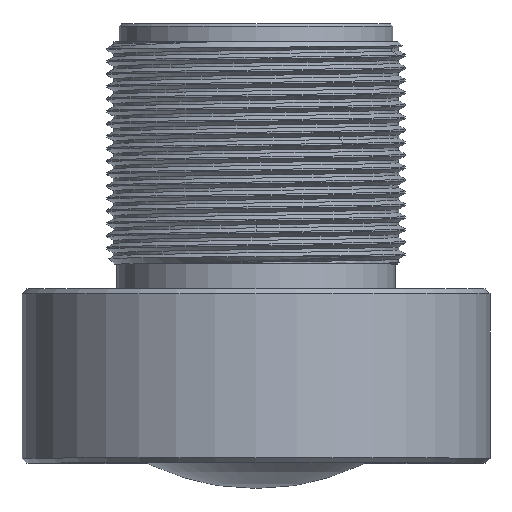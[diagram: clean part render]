
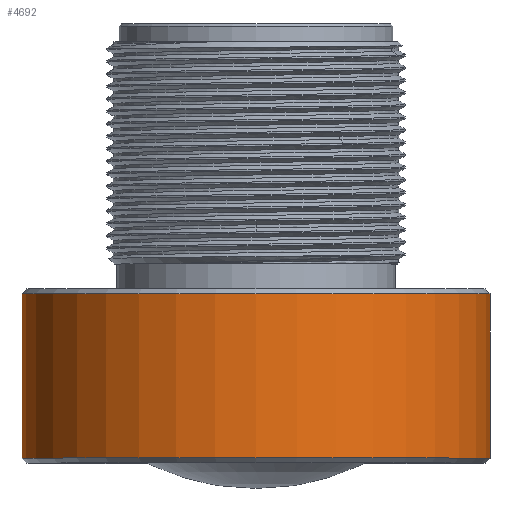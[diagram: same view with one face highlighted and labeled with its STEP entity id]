
A CAD part, top view. The second image highlights one B-rep face of the part: STEP entity #4692.
In plain terms, the highlighted cylindrical face has radius 9.4 mm (diameter 18.8 mm), a partial arc.
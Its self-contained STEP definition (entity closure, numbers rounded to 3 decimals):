
#122=DIRECTION('',(0.,1.,0.));
#123=VECTOR('',#122,6.6);
#124=CARTESIAN_POINT('',(9.4,-9.504,0.));
#125=LINE('',#124,#123);
#126=CARTESIAN_POINT('',(0.,-9.504,0.));
#127=DIRECTION('',(0.,-1.,0.));
#128=DIRECTION('',(1.,0.,0.));
#129=AXIS2_PLACEMENT_3D('',#126,#127,#128);
#131=DIRECTION('',(0.,1.,0.));
#132=VECTOR('',#131,6.6);
#133=CARTESIAN_POINT('',(-9.4,-9.504,0.));
#134=LINE('',#133,#132);
#149=CARTESIAN_POINT('',(0.,-2.904,0.));
#150=DIRECTION('',(0.,-1.,0.));
#151=DIRECTION('',(1.,0.,0.));
#152=AXIS2_PLACEMENT_3D('',#149,#150,#151);
#4299=CARTESIAN_POINT('',(9.4,-9.504,0.));
#4301=VERTEX_POINT('',#4299);
#4302=CARTESIAN_POINT('',(9.4,-2.904,0.));
#4303=VERTEX_POINT('',#4302);
#4342=CARTESIAN_POINT('',(-9.4,-9.504,0.));
#4344=VERTEX_POINT('',#4342);
#4345=CARTESIAN_POINT('',(-9.4,-2.904,0.));
#4346=VERTEX_POINT('',#4345);
#4678=CARTESIAN_POINT('',(0.,-11.649,0.));
#4679=DIRECTION('',(0.,1.,0.));
#4680=DIRECTION('',(1.,0.,0.));
#4681=AXIS2_PLACEMENT_3D('',#4678,#4679,#4680);
#4682=CYLINDRICAL_SURFACE('',#4681,9.4);
#4684=ORIENTED_EDGE('',*,*,#4683,.F.);
#4685=ORIENTED_EDGE('',*,*,#4673,.T.);
#4687=ORIENTED_EDGE('',*,*,#4686,.T.);
#4689=ORIENTED_EDGE('',*,*,#4688,.F.);
#4690=EDGE_LOOP('',(#4684,#4685,#4687,#4689));
#4691=FACE_OUTER_BOUND('',#4690,.F.);
#130=CIRCLE('',#129,9.4);
#153=CIRCLE('',#152,9.4);
#4673=EDGE_CURVE('',#4301,#4344,#130,.T.);
#4683=EDGE_CURVE('',#4301,#4303,#125,.T.);
#4686=EDGE_CURVE('',#4344,#4346,#134,.T.);
#4688=EDGE_CURVE('',#4303,#4346,#153,.T.);
#4692=ADVANCED_FACE('',(#4691),#4682,.T.);
